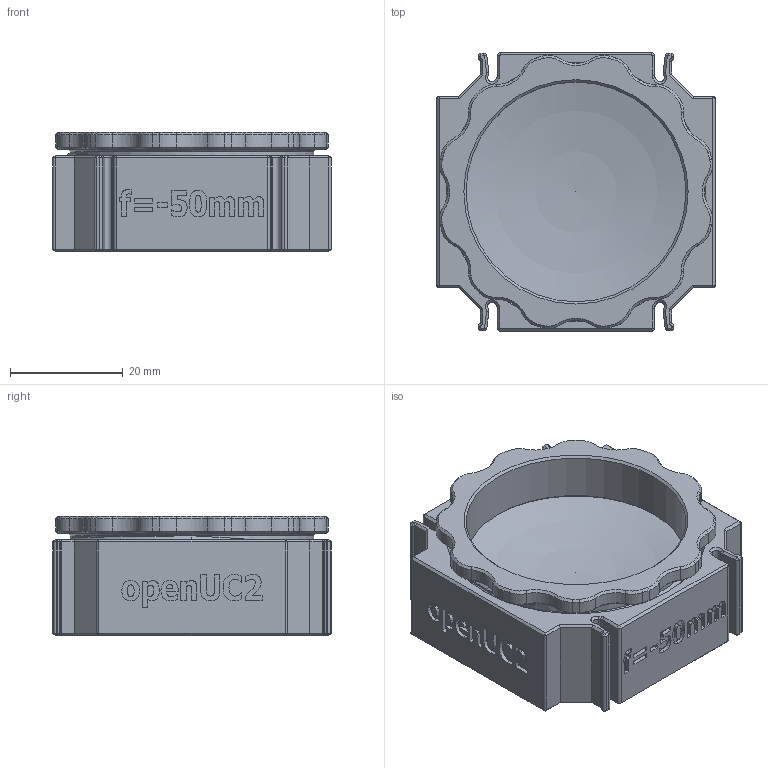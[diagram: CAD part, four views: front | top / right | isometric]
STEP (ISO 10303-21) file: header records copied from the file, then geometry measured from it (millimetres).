
FILE_DESCRIPTION(/* description */ (''),/* implementation_level */ '2;1');
FILE_NAME(/* name */ 'SUB - 0026 - LEND40F-50 - V04 - virt ass.stp',/* time_stamp */ '2026-02-01T14:43:54+01:00',/* author */ ('benir'),/* organization */ (''),/* preprocessor_version */ 'ST-DEVELOPER v20',/* originating_system */ 'Autodesk Inventor 2025',/* authorisation */ '');
FILE_SCHEMA (('AUTOMOTIVE_DESIGN { 1 0 10303 214 3 1 1 }'));
Length unit declared in the file: millimetre
Products named in the file (4): SUB - 0026 - LEND40F-50 - V04 - virt ass; PRT - 2027 - INSLEND43F-50 - V04; PRT - 2005 - NUTD43; BUY - Lens - f-50 D43 sA10 sI5 bi-cv
Assembly tree (3 placements, depth 2):
  SUB - 0026 - LEND40F-50 - V04 - virt ass
    PRT - 2027 - INSLEND43F-50 - V04
    PRT - 2005 - NUTD43
    BUY - Lens - f-50 D43 sA10 sI5 bi-cv
Bounding box: 49.4 x 49.4 x 21.12 mm (x, y, z)
Volume: 26525.1 mm3; surface area: 16117.2 mm2
Topology: 3 solids, 3 shells, 716 faces, 1786 edges, 1094 vertices
Faces by surface type: plane 277, cone 176, bspline 154, cylinder 107, sphere 2
Full cylindrical faces by diameter (mm): 39 x2, 43 x1, 43.2 x2, 43.4 x1, 43.8 x1, 44.6 x1, 45.2 x2
Entity records: 23894 total; most frequent: CARTESIAN_POINT 7119, ORIENTED_EDGE 3552, DIRECTION 2990, EDGE_CURVE 1776, VERTEX_POINT 1094, LINE 1060, VECTOR 1060, AXIS2_PLACEMENT_3D 965
